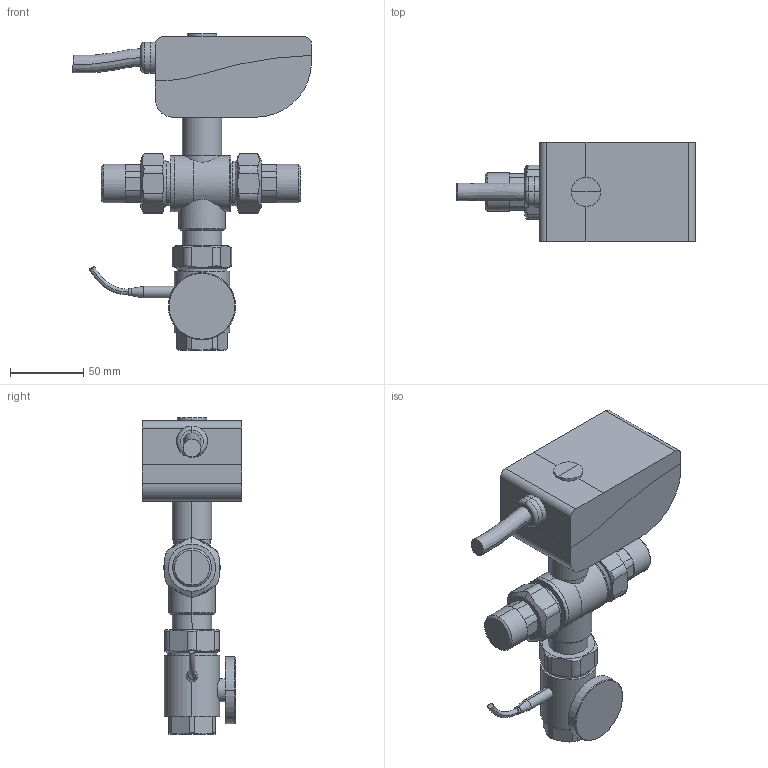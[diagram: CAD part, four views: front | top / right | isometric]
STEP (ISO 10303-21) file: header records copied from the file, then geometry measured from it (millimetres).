
FILE_DESCRIPTION(/* description */ (''),/* implementation_level */ '2;1');
FILE_NAME(/* name */ '600051 (STP).stp',/* time_stamp */ '2017-02-20T13:44:26+01:00',/* author */ ('UFFTEC'),/* organization */ (''),/* preprocessor_version */ 'ST-DEVELOPER v15.2',/* originating_system */ 'Autodesk Inventor 2014',/* authorisation */ '');
FILE_SCHEMA (('AUTOMOTIVE_DESIGN { 1 0 10303 214 3 1 1 }'));
Length unit declared in the file: millimetre
Products named in the file (5): Parte3; Parte5; Parte7; Parte9; Assieme1
Bounding box: 163.7 x 68 x 216.5 mm (x, y, z)
Volume: 624333 mm3; surface area: 88481.6 mm2
Topology: 6 solids, 6 shells, 247 faces, 574 edges, 347 vertices
Faces by surface type: plane 105, cylinder 90, cone 46, bspline 4, torus 2
Entity records: 7998 total; most frequent: CARTESIAN_POINT 2583, ORIENTED_EDGE 1148, DIRECTION 1078, EDGE_CURVE 574, AXIS2_PLACEMENT_3D 418, VERTEX_POINT 347, EDGE_LOOP 255, FACE_OUTER_BOUND 247
